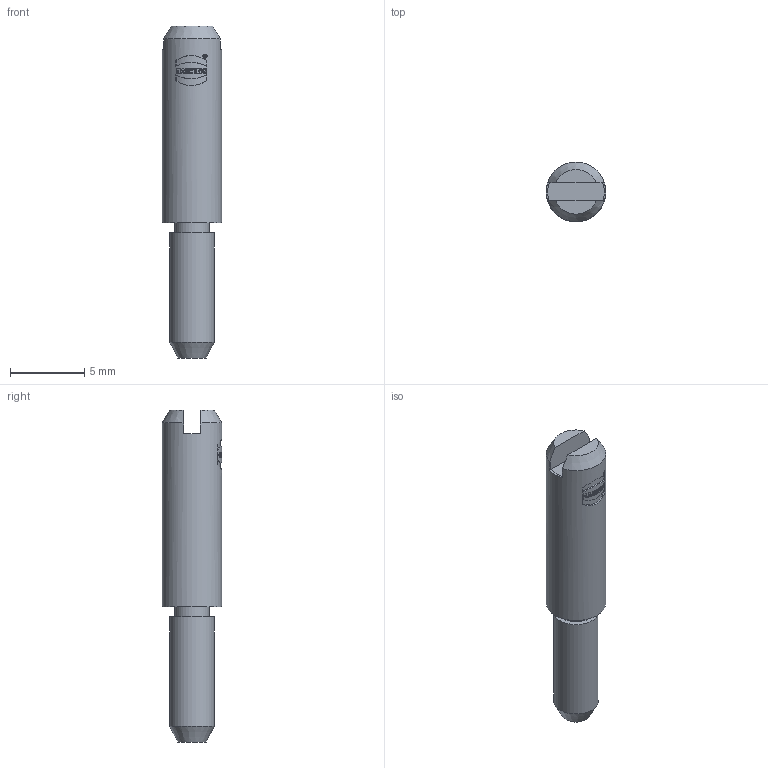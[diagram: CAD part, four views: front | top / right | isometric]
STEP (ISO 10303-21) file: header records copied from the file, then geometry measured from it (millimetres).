
FILE_DESCRIPTION(/* description */ (''),/* implementation_level */ '2;1');
FILE_NAME(/* name */ '100861003ugm000_a.stp',/* time_stamp */ '2019-10-29T06:51:13+01:00',/* author */ (''),/* organization */ (''),/* preprocessor_version */ 'ST-DEVELOPER v16.7',/* originating_system */ 'SIEMENS PLM Software NX 12.0',/* authorisation */ '');
FILE_SCHEMA (('AUTOMOTIVE_DESIGN { 1 0 10303 214 3 1 1 1 }'));
Length unit declared in the file: millimetre
Products named in the file (1): 100861003ugm000_a
Bounding box: 4 x 4 x 22.3 mm (x, y, z)
Volume: 216.1 mm3; surface area: 426.7 mm2
Topology: 1 solids, 2 shells, 116 faces, 386 edges, 376 vertices
Faces by surface type: plane 82, cylinder 29, cone 3, extrusion 2
Full cylindrical faces by diameter (mm): 0.228 x1, 0.269 x1, 2.35 x1, 3 x1, 3.8 x1, 4 x1
Entity records: 5749 total; most frequent: CARTESIAN_POINT 1467, DIRECTION 694, ORIENTED_EDGE 571, EDGE_CURVE 290, AXIS2_PLACEMENT_3D 232, VECTOR 230, LINE 228, VERTEX_POINT 200
